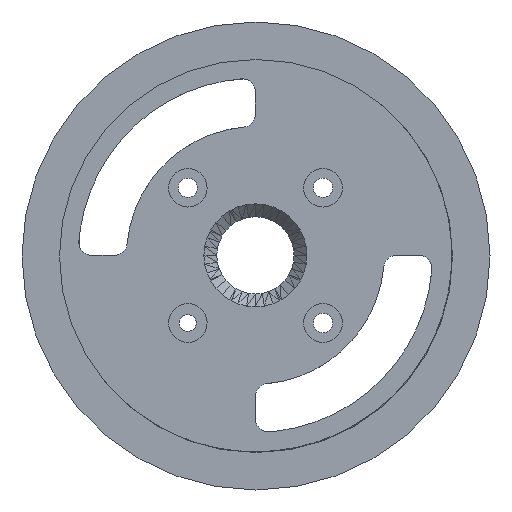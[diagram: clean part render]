
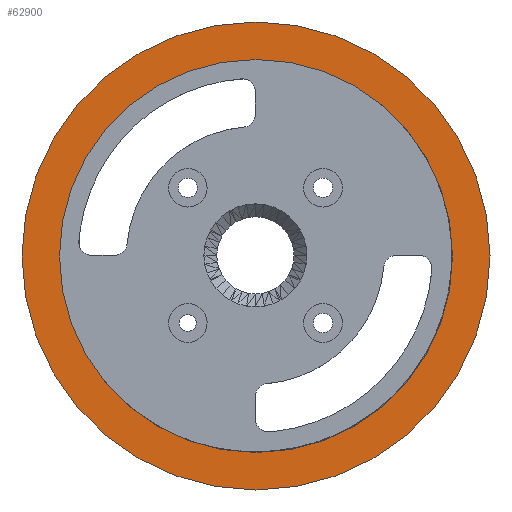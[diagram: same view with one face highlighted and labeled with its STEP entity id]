
A CAD part, front view. The second image highlights one B-rep face of the part: STEP entity #62900.
In plain terms, the highlighted face is planar.
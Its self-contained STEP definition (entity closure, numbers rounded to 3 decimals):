
#62829 = VERTEX_POINT('',#62830);
#62830 = CARTESIAN_POINT('',(68.931,32.403,2.));
#62836 = EDGE_CURVE('',#62829,#62829,#62837,.T.);
#62837 = CIRCLE('',#62838,36.34);
#62838 = AXIS2_PLACEMENT_3D('',#62839,#62840,#62841);
#62839 = CARTESIAN_POINT('',(32.591,32.403,2.));
#62840 = DIRECTION('',(-0.,0.,1.));
#62841 = DIRECTION('',(1.,0.,0.));
#62862 = VERTEX_POINT('',#62863);
#62863 = CARTESIAN_POINT('',(63.111,32.403,2.));
#62869 = EDGE_CURVE('',#62862,#62862,#62870,.T.);
#62870 = CIRCLE('',#62871,30.52);
#62871 = AXIS2_PLACEMENT_3D('',#62872,#62873,#62874);
#62872 = CARTESIAN_POINT('',(32.591,32.403,2.));
#62873 = DIRECTION('',(-0.,0.,1.));
#62874 = DIRECTION('',(1.,0.,0.));
#62900 = ADVANCED_FACE('',(#62901,#62904),#62907,.F.);
#62901 = FACE_BOUND('',#62902,.T.);
#62902 = EDGE_LOOP('',(#62903));
#62903 = ORIENTED_EDGE('',*,*,#62836,.T.);
#62904 = FACE_BOUND('',#62905,.F.);
#62905 = EDGE_LOOP('',(#62906));
#62906 = ORIENTED_EDGE('',*,*,#62869,.T.);
#62907 = PLANE('',#62908);
#62908 = AXIS2_PLACEMENT_3D('',#62909,#62910,#62911);
#62909 = CARTESIAN_POINT('',(32.591,32.403,2.));
#62910 = DIRECTION('',(0.,0.,-1.));
#62911 = DIRECTION('',(0.,1.,0.));
